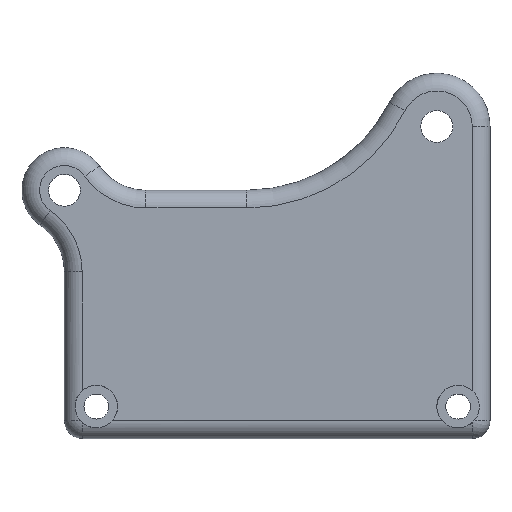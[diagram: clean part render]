
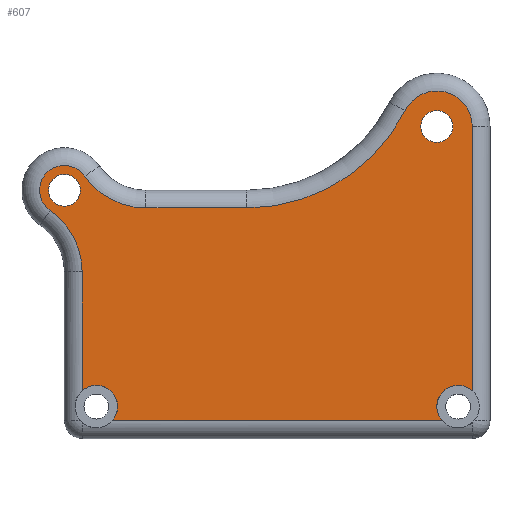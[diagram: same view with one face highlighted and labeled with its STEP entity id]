
A CAD part, top view. The second image highlights one B-rep face of the part: STEP entity #607.
In plain terms, the highlighted planar face has unit normal (0, 0, 1).
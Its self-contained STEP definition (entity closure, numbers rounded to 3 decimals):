
#28=LINE('',#1043,#63);
#29=LINE('',#1045,#64);
#30=LINE('',#1051,#65);
#31=LINE('',#1058,#66);
#63=VECTOR('',#780,10.);
#64=VECTOR('',#783,10.);
#65=VECTOR('',#788,10.);
#66=VECTOR('',#795,10.);
#120=FACE_BOUND('',#174,.T.);
#121=FACE_BOUND('',#175,.T.);
#134=FACE_OUTER_BOUND('',#173,.T.);
#173=EDGE_LOOP('',(#440,#441,#442,#443,#444,#445,#446,#447,#448,#449,#450,
#451));
#174=EDGE_LOOP('',(#452));
#175=EDGE_LOOP('',(#453));
#212=CIRCLE('',#655,3.);
#214=CIRCLE('',#659,3.);
#216=CIRCLE('',#661,3.);
#221=CIRCLE('',#670,5.);
#222=CIRCLE('',#671,25.);
#223=CIRCLE('',#672,10.5);
#224=CIRCLE('',#673,3.5);
#225=CIRCLE('',#674,10.5);
#226=CIRCLE('',#675,2.25);
#227=CIRCLE('',#676,2.25);
#264=VERTEX_POINT('',#968);
#265=VERTEX_POINT('',#979);
#267=VERTEX_POINT('',#993);
#269=VERTEX_POINT('',#1005);
#271=VERTEX_POINT('',#1010);
#277=VERTEX_POINT('',#1041);
#278=VERTEX_POINT('',#1046);
#279=VERTEX_POINT('',#1048);
#280=VERTEX_POINT('',#1050);
#281=VERTEX_POINT('',#1052);
#282=VERTEX_POINT('',#1054);
#283=VERTEX_POINT('',#1056);
#284=VERTEX_POINT('',#1059);
#285=VERTEX_POINT('',#1061);
#321=EDGE_CURVE('',#265,#264,#212,.T.);
#327=EDGE_CURVE('',#269,#267,#214,.T.);
#330=EDGE_CURVE('',#271,#269,#216,.T.);
#339=EDGE_CURVE('',#277,#267,#28,.T.);
#340=EDGE_CURVE('',#271,#264,#29,.T.);
#341=EDGE_CURVE('',#278,#277,#221,.T.);
#342=EDGE_CURVE('',#279,#278,#222,.T.);
#343=EDGE_CURVE('',#280,#279,#30,.T.);
#344=EDGE_CURVE('',#281,#280,#223,.T.);
#345=EDGE_CURVE('',#282,#281,#224,.T.);
#346=EDGE_CURVE('',#283,#282,#225,.T.);
#347=EDGE_CURVE('',#265,#283,#31,.T.);
#348=EDGE_CURVE('',#284,#284,#226,.T.);
#349=EDGE_CURVE('',#285,#285,#227,.T.);
#440=ORIENTED_EDGE('',*,*,#321,.T.);
#441=ORIENTED_EDGE('',*,*,#340,.F.);
#442=ORIENTED_EDGE('',*,*,#330,.T.);
#443=ORIENTED_EDGE('',*,*,#327,.T.);
#444=ORIENTED_EDGE('',*,*,#339,.F.);
#445=ORIENTED_EDGE('',*,*,#341,.F.);
#446=ORIENTED_EDGE('',*,*,#342,.F.);
#447=ORIENTED_EDGE('',*,*,#343,.F.);
#448=ORIENTED_EDGE('',*,*,#344,.F.);
#449=ORIENTED_EDGE('',*,*,#345,.F.);
#450=ORIENTED_EDGE('',*,*,#346,.F.);
#451=ORIENTED_EDGE('',*,*,#347,.F.);
#452=ORIENTED_EDGE('',*,*,#348,.T.);
#453=ORIENTED_EDGE('',*,*,#349,.T.);
#591=PLANE('',#669);
#607=ADVANCED_FACE('',(#134,#120,#121),#591,.T.);
#655=AXIS2_PLACEMENT_3D('',#980,#747,#748);
#659=AXIS2_PLACEMENT_3D('',#1006,#757,#758);
#661=AXIS2_PLACEMENT_3D('',#1011,#762,#763);
#669=AXIS2_PLACEMENT_3D('',#1044,#781,#782);
#670=AXIS2_PLACEMENT_3D('',#1047,#784,#785);
#671=AXIS2_PLACEMENT_3D('',#1049,#786,#787);
#672=AXIS2_PLACEMENT_3D('',#1053,#789,#790);
#673=AXIS2_PLACEMENT_3D('',#1055,#791,#792);
#674=AXIS2_PLACEMENT_3D('',#1057,#793,#794);
#675=AXIS2_PLACEMENT_3D('',#1060,#796,#797);
#676=AXIS2_PLACEMENT_3D('',#1062,#798,#799);
#747=DIRECTION('center_axis',(0.,0.,-1.));
#748=DIRECTION('ref_axis',(1.,0.,0.));
#757=DIRECTION('center_axis',(0.,0.,-1.));
#758=DIRECTION('ref_axis',(1.,0.,0.));
#762=DIRECTION('center_axis',(0.,0.,-1.));
#763=DIRECTION('ref_axis',(1.,0.,0.));
#780=DIRECTION('',(0.,-1.,0.));
#781=DIRECTION('center_axis',(0.,0.,1.));
#782=DIRECTION('ref_axis',(1.,0.,0.));
#783=DIRECTION('',(-1.,0.,0.));
#784=DIRECTION('center_axis',(0.,0.,-1.));
#785=DIRECTION('ref_axis',(0.231,0.973,0.));
#786=DIRECTION('center_axis',(0.,0.,1.));
#787=DIRECTION('ref_axis',(0.524,-0.851,0.));
#788=DIRECTION('',(1.,0.,0.));
#789=DIRECTION('center_axis',(0.,0.,1.));
#790=DIRECTION('ref_axis',(-0.463,-0.886,0.));
#791=DIRECTION('center_axis',(0.,0.,-1.));
#792=DIRECTION('ref_axis',(-0.707,0.707,0.));
#793=DIRECTION('center_axis',(0.,0.,1.));
#794=DIRECTION('ref_axis',(0.886,0.463,0.));
#795=DIRECTION('',(0.,1.,0.));
#796=DIRECTION('center_axis',(0.,0.,-1.));
#797=DIRECTION('ref_axis',(-1.,0.,0.));
#798=DIRECTION('center_axis',(0.,0.,-1.));
#799=DIRECTION('ref_axis',(-1.,0.,0.));
#968=CARTESIAN_POINT('',(-23.264,-15.,5.));
#979=CARTESIAN_POINT('',(-27.5,-10.764,5.));
#980=CARTESIAN_POINT('Origin',(-25.5,-13.,5.));
#993=CARTESIAN_POINT('',(27.5,-10.764,5.));
#1005=CARTESIAN_POINT('',(22.5,-13.,5.));
#1006=CARTESIAN_POINT('Origin',(25.5,-13.,5.));
#1010=CARTESIAN_POINT('',(23.264,-15.,5.));
#1011=CARTESIAN_POINT('Origin',(25.5,-13.,5.));
#1041=CARTESIAN_POINT('',(27.5,26.5,5.));
#1043=CARTESIAN_POINT('',(27.5,-8.75,5.));
#1044=CARTESIAN_POINT('Origin',(-10.,0.,5.));
#1045=CARTESIAN_POINT('',(-20.,-15.,5.));
#1046=CARTESIAN_POINT('',(18.035,28.75,5.));
#1047=CARTESIAN_POINT('Origin',(22.5,26.5,5.));
#1048=CARTESIAN_POINT('',(-4.291,15.,5.));
#1049=CARTESIAN_POINT('Origin',(-4.291,40.,5.));
#1050=CARTESIAN_POINT('',(-18.511,15.,5.));
#1051=CARTESIAN_POINT('',(0.,15.,5.));
#1052=CARTESIAN_POINT('',(-27.128,19.5,5.));
#1053=CARTESIAN_POINT('Origin',(-18.511,25.5,5.));
#1054=CARTESIAN_POINT('',(-32.,14.628,5.));
#1055=CARTESIAN_POINT('Origin',(-30.,17.5,5.));
#1056=CARTESIAN_POINT('',(-27.5,6.011,5.));
#1057=CARTESIAN_POINT('Origin',(-38.,6.011,5.));
#1058=CARTESIAN_POINT('',(-27.5,8.75,5.));
#1059=CARTESIAN_POINT('',(24.75,26.5,5.));
#1060=CARTESIAN_POINT('Origin',(22.5,26.5,5.));
#1061=CARTESIAN_POINT('',(-27.75,17.5,5.));
#1062=CARTESIAN_POINT('Origin',(-30.,17.5,5.));
